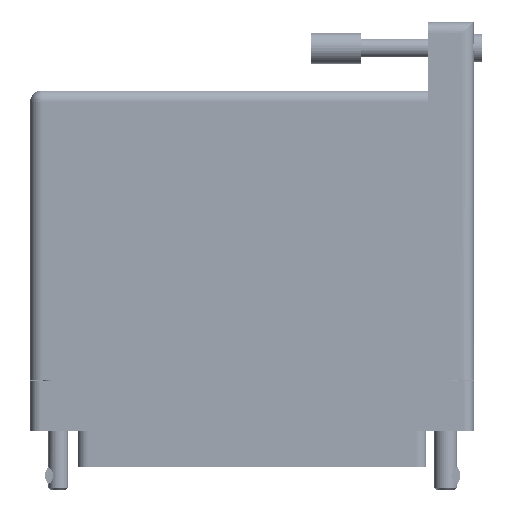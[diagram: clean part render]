
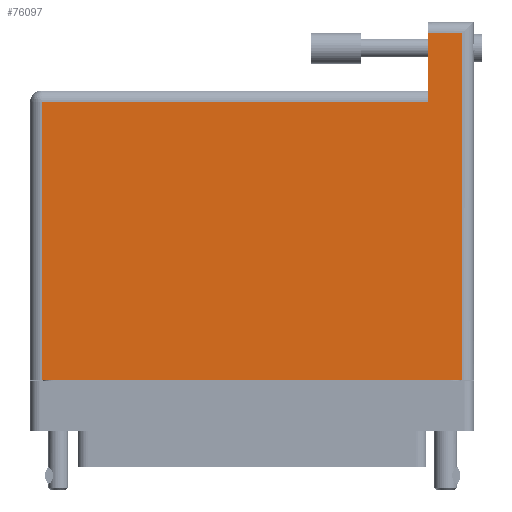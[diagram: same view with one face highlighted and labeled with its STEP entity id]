
A CAD part, front view. The second image highlights one B-rep face of the part: STEP entity #76097.
In plain terms, the highlighted face is planar.
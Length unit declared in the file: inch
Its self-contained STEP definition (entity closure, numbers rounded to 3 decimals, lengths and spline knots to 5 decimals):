
#834 = VECTOR ( 'NONE', #54841, 39.37008 ) ;
#944 = VERTEX_POINT ( 'NONE', #74343 ) ;
#980 = FACE_OUTER_BOUND ( 'NONE', #72958, .T. ) ;
#3920 = AXIS2_PLACEMENT_3D ( 'NONE', #20460, #72190, #48017 ) ;
#7971 = VECTOR ( 'NONE', #45689, 39.37008 ) ;
#15116 = CARTESIAN_POINT ( 'NONE',  ( 1.079, 1.605, 0.617 ) ) ;
#15988 = DIRECTION ( 'NONE',  ( -1., 0., 0. ) ) ;
#19860 = CARTESIAN_POINT ( 'NONE',  ( 1.079, 2.025, 0.617 ) ) ;
#20460 = CARTESIAN_POINT ( 'NONE',  ( -1.359, 1.675, 0.617 ) ) ;
#20997 = VERTEX_POINT ( 'NONE', #15116 ) ;
#21082 = ORIENTED_EDGE ( 'NONE', *, *, #48657, .T. ) ;
#21334 = CARTESIAN_POINT ( 'NONE',  ( 1.079, 2.095, 0.617 ) ) ;
#23172 = CARTESIAN_POINT ( 'NONE',  ( -1.359, 1.605, 0.617 ) ) ;
#23256 = CARTESIAN_POINT ( 'NONE',  ( -1.289, 1.605, 0.617 ) ) ;
#24582 = VERTEX_POINT ( 'NONE', #23256 ) ;
#26254 = EDGE_CURVE ( 'NONE', #20997, #24582, #66864, .T. ) ;
#26809 = PLANE ( 'NONE',  #3920 ) ;
#28893 = CARTESIAN_POINT ( 'NONE',  ( -1.359, 2.025, 0.617 ) ) ;
#29146 = VECTOR ( 'NONE', #53790, 39.37008 ) ;
#30563 = DIRECTION ( 'NONE',  ( -1., 0., 0. ) ) ;
#32036 = VERTEX_POINT ( 'NONE', #54958 ) ;
#34236 = ORIENTED_EDGE ( 'NONE', *, *, #37185, .T. ) ;
#34273 = CARTESIAN_POINT ( 'NONE',  ( 1.289, 2.095, 0.617 ) ) ;
#35292 = VECTOR ( 'NONE', #73075, 39.37008 ) ;
#35492 = ORIENTED_EDGE ( 'NONE', *, *, #69233, .T. ) ;
#37185 = EDGE_CURVE ( 'NONE', #944, #32036, #41055, .T. ) ;
#41055 = LINE ( 'NONE', #34273, #29146 ) ;
#45689 = DIRECTION ( 'NONE',  ( 1., 0., 0. ) ) ;
#47533 = CARTESIAN_POINT ( 'NONE',  ( -1.289, -0.1, 0.617 ) ) ;
#48017 = DIRECTION ( 'NONE',  ( -1., 0., 0. ) ) ;
#48657 = EDGE_CURVE ( 'NONE', #32036, #76889, #69576, .T. ) ;
#51845 = VERTEX_POINT ( 'NONE', #47533 ) ;
#53790 = DIRECTION ( 'NONE',  ( 0., 1., 0. ) ) ;
#54841 = DIRECTION ( 'NONE',  ( 0., -1., 0. ) ) ;
#54958 = CARTESIAN_POINT ( 'NONE',  ( 1.289, 2.025, 0.617 ) ) ;
#58205 = EDGE_CURVE ( 'NONE', #76889, #20997, #79419, .T. ) ;
#58818 = CARTESIAN_POINT ( 'NONE',  ( -1.359, -0.1, 0.617 ) ) ;
#60056 = VECTOR ( 'NONE', #15988, 39.37008 ) ;
#60074 = LINE ( 'NONE', #58818, #7971 ) ;
#61191 = LINE ( 'NONE', #61621, #834 ) ;
#61621 = CARTESIAN_POINT ( 'NONE',  ( -1.289, -0.1, 0.617 ) ) ;
#63542 = VECTOR ( 'NONE', #30563, 39.37008 ) ;
#66477 = ORIENTED_EDGE ( 'NONE', *, *, #58205, .T. ) ;
#66864 = LINE ( 'NONE', #23172, #60056 ) ;
#68558 = ORIENTED_EDGE ( 'NONE', *, *, #26254, .T. ) ;
#69233 = EDGE_CURVE ( 'NONE', #51845, #944, #60074, .T. ) ;
#69576 = LINE ( 'NONE', #28893, #63542 ) ;
#71907 = ORIENTED_EDGE ( 'NONE', *, *, #73073, .T. ) ;
#72190 = DIRECTION ( 'NONE',  ( 0., 0., -1. ) ) ;
#72958 = EDGE_LOOP ( 'NONE', ( #68558, #71907, #35492, #34236, #21082, #66477 ) ) ;
#73073 = EDGE_CURVE ( 'NONE', #24582, #51845, #61191, .T. ) ;
#73075 = DIRECTION ( 'NONE',  ( 0., -1., 0. ) ) ;
#74343 = CARTESIAN_POINT ( 'NONE',  ( 1.289, -0.1, 0.617 ) ) ;
#76097 = ADVANCED_FACE ( 'NONE', ( #980 ), #26809, .F. ) ;
#76889 = VERTEX_POINT ( 'NONE', #19860 ) ;
#79419 = LINE ( 'NONE', #21334, #35292 ) ;
